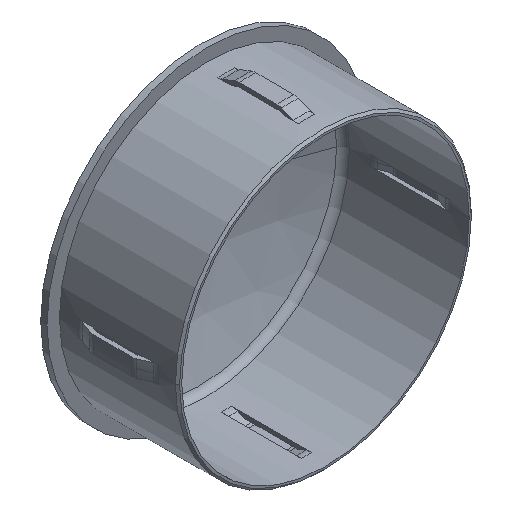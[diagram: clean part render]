
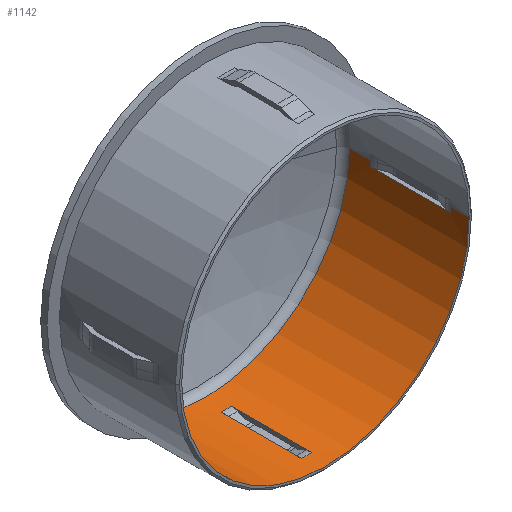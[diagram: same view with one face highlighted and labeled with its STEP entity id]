
A CAD part, isometric view. The second image highlights one B-rep face of the part: STEP entity #1142.
In plain terms, the highlighted cylindrical face has radius 34.1 mm (diameter 68.2 mm), a partial arc.
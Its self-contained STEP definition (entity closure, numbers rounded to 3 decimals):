
#73 = DIRECTION ( 'NONE',  ( 1., 0., 0. ) ) ;
#204 = AXIS2_PLACEMENT_3D ( 'NONE', #7805, #9047, #7705 ) ;
#377 = EDGE_CURVE ( 'NONE', #11546, #8453, #3745, .T. ) ;
#423 = CIRCLE ( 'NONE', #6900, 34.1 ) ;
#530 = CARTESIAN_POINT ( 'NONE',  ( -34.1, 28.406, 0. ) ) ;
#706 = ORIENTED_EDGE ( 'NONE', *, *, #12740, .F. ) ;
#745 = FACE_BOUND ( 'NONE', #3022, .T. ) ;
#753 = DIRECTION ( 'NONE',  ( 1., 0., 0. ) ) ;
#780 = VERTEX_POINT ( 'NONE', #12474 ) ;
#823 = DIRECTION ( 'NONE',  ( 1., 0., 0. ) ) ;
#869 = DIRECTION ( 'NONE',  ( 0., -1., 0. ) ) ;
#1018 = AXIS2_PLACEMENT_3D ( 'NONE', #14949, #5386, #753 ) ;
#1142 = ADVANCED_FACE ( 'NONE', ( #745, #12992 ), #3003, .F. ) ;
#1188 = CARTESIAN_POINT ( 'NONE',  ( -34.1, 23.5, 0. ) ) ;
#1247 = CARTESIAN_POINT ( 'NONE',  ( 0., 4.5, 0. ) ) ;
#1572 = VERTEX_POINT ( 'NONE', #10992 ) ;
#1605 = DIRECTION ( 'NONE',  ( 0., -1., 0. ) ) ;
#1725 = DIRECTION ( 'NONE',  ( 1., 0., 0. ) ) ;
#1997 = VECTOR ( 'NONE', #8844, 1000. ) ;
#2181 = VERTEX_POINT ( 'NONE', #12632 ) ;
#2327 = EDGE_CURVE ( 'NONE', #2554, #8216, #9645, .T. ) ;
#2554 = VERTEX_POINT ( 'NONE', #11915 ) ;
#2669 = VECTOR ( 'NONE', #15069, 1000. ) ;
#3003 = CYLINDRICAL_SURFACE ( 'NONE', #204, 34.1 ) ;
#3022 = EDGE_LOOP ( 'NONE', ( #6943, #706, #5411, #12302 ) ) ;
#3038 = AXIS2_PLACEMENT_3D ( 'NONE', #11471, #5624, #823 ) ;
#3071 = CARTESIAN_POINT ( 'NONE',  ( 0., 0., 0. ) ) ;
#3075 = CIRCLE ( 'NONE', #7163, 34.1 ) ;
#3081 = CARTESIAN_POINT ( 'NONE',  ( 34.1, 0., 0. ) ) ;
#3284 = VERTEX_POINT ( 'NONE', #6727 ) ;
#3319 = LINE ( 'NONE', #14433, #9250 ) ;
#3415 = EDGE_CURVE ( 'NONE', #1572, #2181, #11848, .T. ) ;
#3422 = CARTESIAN_POINT ( 'NONE',  ( -1.25, 23.5, -34.077 ) ) ;
#3660 = CARTESIAN_POINT ( 'NONE',  ( 0., 4.5, 0. ) ) ;
#3745 = CIRCLE ( 'NONE', #1018, 34.1 ) ;
#3873 = ORIENTED_EDGE ( 'NONE', *, *, #11709, .F. ) ;
#3987 = ORIENTED_EDGE ( 'NONE', *, *, #6385, .F. ) ;
#4123 = CARTESIAN_POINT ( 'NONE',  ( 0., 23.5, 0. ) ) ;
#4148 = DIRECTION ( 'NONE',  ( 0., -1., 0. ) ) ;
#4283 = VERTEX_POINT ( 'NONE', #3422 ) ;
#4361 = ORIENTED_EDGE ( 'NONE', *, *, #8958, .T. ) ;
#4615 = CARTESIAN_POINT ( 'NONE',  ( 34.1, 28.406, 0. ) ) ;
#4728 = CARTESIAN_POINT ( 'NONE',  ( 34.077, 75.84, -1.25 ) ) ;
#4836 = CARTESIAN_POINT ( 'NONE',  ( 0., 23.5, 0. ) ) ;
#4870 = DIRECTION ( 'NONE',  ( 0., -1., 0. ) ) ;
#5062 = AXIS2_PLACEMENT_3D ( 'NONE', #1247, #6186, #8809 ) ;
#5089 = LINE ( 'NONE', #5811, #6023 ) ;
#5292 = EDGE_CURVE ( 'NONE', #13215, #7467, #11833, .T. ) ;
#5386 = DIRECTION ( 'NONE',  ( 0., -1., 0. ) ) ;
#5411 = ORIENTED_EDGE ( 'NONE', *, *, #14118, .T. ) ;
#5423 = DIRECTION ( 'NONE',  ( 0., -1., 0. ) ) ;
#5624 = DIRECTION ( 'NONE',  ( 0., -1., 0. ) ) ;
#5752 = EDGE_CURVE ( 'NONE', #11135, #6254, #12580, .T. ) ;
#5811 = CARTESIAN_POINT ( 'NONE',  ( -1.25, 75.84, -34.077 ) ) ;
#6023 = VECTOR ( 'NONE', #869, 1000. ) ;
#6186 = DIRECTION ( 'NONE',  ( 0., -1., 0. ) ) ;
#6222 = ORIENTED_EDGE ( 'NONE', *, *, #2327, .F. ) ;
#6254 = VERTEX_POINT ( 'NONE', #10952 ) ;
#6302 = ORIENTED_EDGE ( 'NONE', *, *, #12646, .T. ) ;
#6359 = CIRCLE ( 'NONE', #3038, 34.1 ) ;
#6385 = EDGE_CURVE ( 'NONE', #1572, #7467, #13655, .T. ) ;
#6399 = CARTESIAN_POINT ( 'NONE',  ( 34.1, 37., 0. ) ) ;
#6454 = EDGE_CURVE ( 'NONE', #3284, #7476, #14968, .T. ) ;
#6550 = EDGE_CURVE ( 'NONE', #780, #8453, #3319, .T. ) ;
#6727 = CARTESIAN_POINT ( 'NONE',  ( 34.077, 23.5, -1.25 ) ) ;
#6900 = AXIS2_PLACEMENT_3D ( 'NONE', #4836, #12961, #73 ) ;
#6943 = ORIENTED_EDGE ( 'NONE', *, *, #377, .F. ) ;
#7163 = AXIS2_PLACEMENT_3D ( 'NONE', #3071, #14902, #10150 ) ;
#7467 = VERTEX_POINT ( 'NONE', #13459 ) ;
#7476 = VERTEX_POINT ( 'NONE', #7627 ) ;
#7616 = CARTESIAN_POINT ( 'NONE',  ( 0., 23.5, 0. ) ) ;
#7627 = CARTESIAN_POINT ( 'NONE',  ( 34.077, 4.5, -1.25 ) ) ;
#7663 = ORIENTED_EDGE ( 'NONE', *, *, #6454, .F. ) ;
#7673 = CIRCLE ( 'NONE', #11580, 34.1 ) ;
#7705 = DIRECTION ( 'NONE',  ( 1., 0., 0. ) ) ;
#7805 = CARTESIAN_POINT ( 'NONE',  ( 0., 37., 0. ) ) ;
#8216 = VERTEX_POINT ( 'NONE', #3081 ) ;
#8453 = VERTEX_POINT ( 'NONE', #12090 ) ;
#8696 = ORIENTED_EDGE ( 'NONE', *, *, #5752, .F. ) ;
#8809 = DIRECTION ( 'NONE',  ( 1., 0., 0. ) ) ;
#8844 = DIRECTION ( 'NONE',  ( 0., -1., 0. ) ) ;
#8950 = ORIENTED_EDGE ( 'NONE', *, *, #3415, .T. ) ;
#8958 = EDGE_CURVE ( 'NONE', #3284, #6254, #10670, .T. ) ;
#9047 = DIRECTION ( 'NONE',  ( 0., -1., 0. ) ) ;
#9250 = VECTOR ( 'NONE', #4870, 1000. ) ;
#9383 = EDGE_CURVE ( 'NONE', #2181, #8216, #3075, .T. ) ;
#9615 = DIRECTION ( 'NONE',  ( 1., 0., 0. ) ) ;
#9645 = LINE ( 'NONE', #6399, #12618 ) ;
#9977 = DIRECTION ( 'NONE',  ( 0., -1., 0. ) ) ;
#9997 = EDGE_LOOP ( 'NONE', ( #14946, #6302, #10944, #13940, #3987, #8950, #10281, #6222, #3873, #7663, #4361, #8696 ) ) ;
#10150 = DIRECTION ( 'NONE',  ( 1., 0., 0. ) ) ;
#10281 = ORIENTED_EDGE ( 'NONE', *, *, #9383, .T. ) ;
#10544 = VECTOR ( 'NONE', #13278, 1000. ) ;
#10670 = CIRCLE ( 'NONE', #12809, 34.1 ) ;
#10800 = DIRECTION ( 'NONE',  ( 0., -1., 0. ) ) ;
#10944 = ORIENTED_EDGE ( 'NONE', *, *, #13087, .T. ) ;
#10952 = CARTESIAN_POINT ( 'NONE',  ( 34.1, 23.5, 0. ) ) ;
#10992 = CARTESIAN_POINT ( 'NONE',  ( -34.1, 4.5, 0. ) ) ;
#11014 = LINE ( 'NONE', #11761, #2669 ) ;
#11135 = VERTEX_POINT ( 'NONE', #4615 ) ;
#11244 = CARTESIAN_POINT ( 'NONE',  ( 34.1, 37., 0. ) ) ;
#11322 = DIRECTION ( 'NONE',  ( 1., 0., 0. ) ) ;
#11471 = CARTESIAN_POINT ( 'NONE',  ( 0., 28.406, 0. ) ) ;
#11546 = VERTEX_POINT ( 'NONE', #14786 ) ;
#11580 = AXIS2_PLACEMENT_3D ( 'NONE', #7616, #5423, #11322 ) ;
#11599 = CIRCLE ( 'NONE', #12248, 34.1 ) ;
#11709 = EDGE_CURVE ( 'NONE', #7476, #2554, #11599, .T. ) ;
#11761 = CARTESIAN_POINT ( 'NONE',  ( -34.1, 37., 0. ) ) ;
#11833 = LINE ( 'NONE', #12457, #1997 ) ;
#11848 = LINE ( 'NONE', #14349, #10544 ) ;
#11880 = VERTEX_POINT ( 'NONE', #530 ) ;
#11915 = CARTESIAN_POINT ( 'NONE',  ( 34.1, 4.5, 0. ) ) ;
#12090 = CARTESIAN_POINT ( 'NONE',  ( 1.25, 4.5, -34.077 ) ) ;
#12248 = AXIS2_PLACEMENT_3D ( 'NONE', #3660, #10800, #9615 ) ;
#12302 = ORIENTED_EDGE ( 'NONE', *, *, #6550, .T. ) ;
#12457 = CARTESIAN_POINT ( 'NONE',  ( -34.077, 75.84, -1.25 ) ) ;
#12474 = CARTESIAN_POINT ( 'NONE',  ( 1.25, 23.5, -34.077 ) ) ;
#12580 = LINE ( 'NONE', #11244, #15313 ) ;
#12618 = VECTOR ( 'NONE', #1605, 1000. ) ;
#12632 = CARTESIAN_POINT ( 'NONE',  ( -34.1, 0., 0. ) ) ;
#12646 = EDGE_CURVE ( 'NONE', #11880, #13124, #11014, .T. ) ;
#12740 = EDGE_CURVE ( 'NONE', #4283, #11546, #5089, .T. ) ;
#12809 = AXIS2_PLACEMENT_3D ( 'NONE', #4123, #9977, #1725 ) ;
#12947 = DIRECTION ( 'NONE',  ( 0., -1., 0. ) ) ;
#12961 = DIRECTION ( 'NONE',  ( 0., -1., 0. ) ) ;
#12992 = FACE_OUTER_BOUND ( 'NONE', #9997, .T. ) ;
#13087 = EDGE_CURVE ( 'NONE', #13124, #13215, #423, .T. ) ;
#13124 = VERTEX_POINT ( 'NONE', #1188 ) ;
#13125 = VECTOR ( 'NONE', #12947, 1000. ) ;
#13215 = VERTEX_POINT ( 'NONE', #14448 ) ;
#13278 = DIRECTION ( 'NONE',  ( 0., -1., 0. ) ) ;
#13459 = CARTESIAN_POINT ( 'NONE',  ( -34.077, 4.5, -1.25 ) ) ;
#13655 = CIRCLE ( 'NONE', #5062, 34.1 ) ;
#13940 = ORIENTED_EDGE ( 'NONE', *, *, #5292, .T. ) ;
#14118 = EDGE_CURVE ( 'NONE', #4283, #780, #7673, .T. ) ;
#14349 = CARTESIAN_POINT ( 'NONE',  ( -34.1, 37., 0. ) ) ;
#14433 = CARTESIAN_POINT ( 'NONE',  ( 1.25, 75.84, -34.077 ) ) ;
#14448 = CARTESIAN_POINT ( 'NONE',  ( -34.077, 23.5, -1.25 ) ) ;
#14600 = EDGE_CURVE ( 'NONE', #11880, #11135, #6359, .T. ) ;
#14786 = CARTESIAN_POINT ( 'NONE',  ( -1.25, 4.5, -34.077 ) ) ;
#14902 = DIRECTION ( 'NONE',  ( 0., -1., 0. ) ) ;
#14946 = ORIENTED_EDGE ( 'NONE', *, *, #14600, .F. ) ;
#14949 = CARTESIAN_POINT ( 'NONE',  ( 0., 4.5, 0. ) ) ;
#14968 = LINE ( 'NONE', #4728, #13125 ) ;
#15069 = DIRECTION ( 'NONE',  ( 0., -1., 0. ) ) ;
#15313 = VECTOR ( 'NONE', #4148, 1000. ) ;
